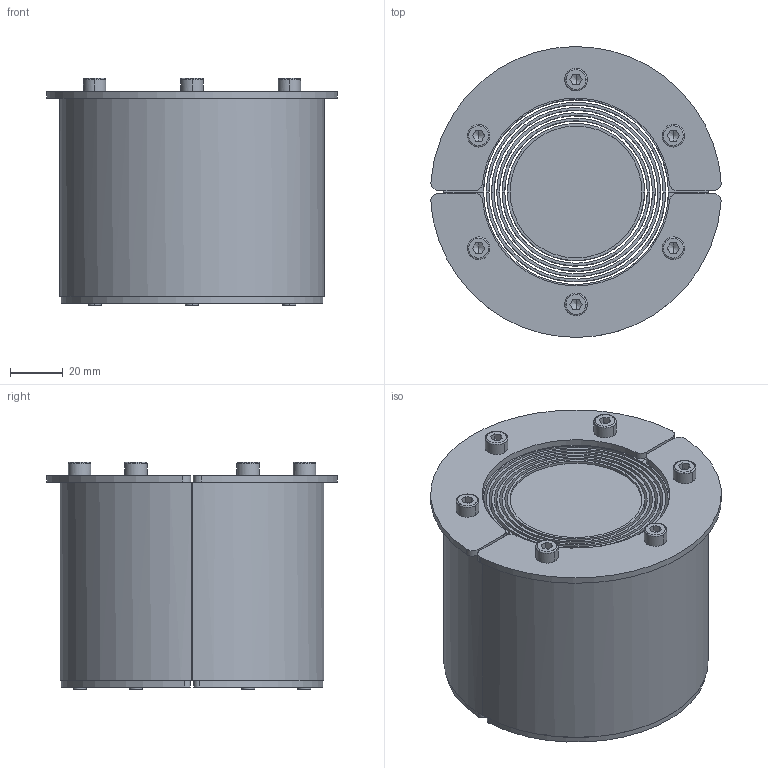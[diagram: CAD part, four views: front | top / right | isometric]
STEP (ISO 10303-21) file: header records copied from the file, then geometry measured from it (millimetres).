
FILE_DESCRIPTION((''),'2;1');
FILE_NAME('RS100.stp','2009-08-14T11:15:56',('JE BOHLIN'),('Roxtec International AB'),'Mechanical Desktop 2005','Mechanical Desktop 2005',', , ');
FILE_SCHEMA(('CONFIG_CONTROL_DESIGN'));
Length unit declared in the file: millimetre
Products named in the file (8): RS100; CORE; HALF; FRONT; REAR ; RUBBER; CYLINDER HEAD CAP SCREW - DIN 912 - M5 X 50; A3-LLOGO
Assembly tree (10 placements, depth 3):
  RS100
    CORE
    HALF  x2
      FRONT
      REAR 
      RUBBER
      CYLINDER HEAD CAP SCREW - DIN 912 - M5 X 50
    A3-LLOGO
Bounding box: 109.76 x 109.98 x 86 mm (x, y, z)
Surface area: 248506 mm2 (no closed solid volume)
Topology: 0 solids, 0 shells, 292 faces, 1380 edges, 1370 vertices
Faces by surface type: bspline 292
Entity records: 5168 total; most frequent: CARTESIAN_POINT 3607, COMPOSITE_CURVE_SEGMENT 486, QUASI_UNIFORM_CURVE 371, PCURVE 195, CURVE_BOUNDED_SURFACE 104, OUTER_BOUNDARY_CURVE 102, QUASI_UNIFORM_SURFACE 44, BOUNDARY_CURVE 23
